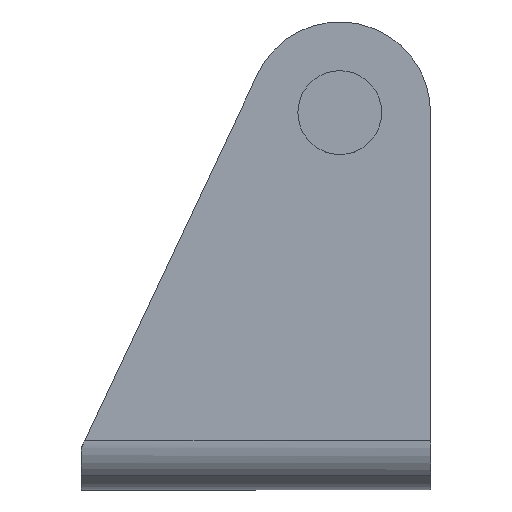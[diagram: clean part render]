
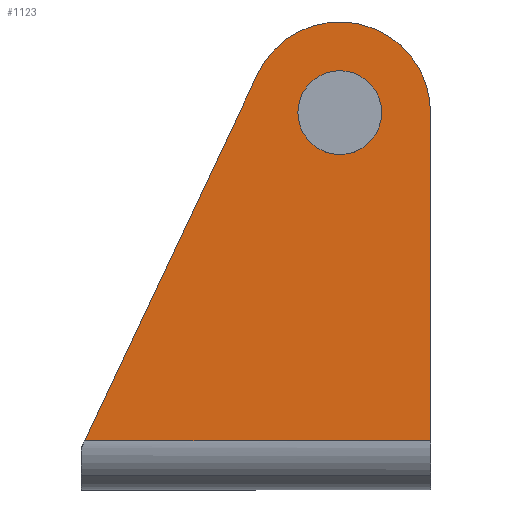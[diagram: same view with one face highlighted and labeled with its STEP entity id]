
A CAD part, top view. The second image highlights one B-rep face of the part: STEP entity #1123.
In plain terms, the highlighted planar face has unit normal (0, 0, 1).
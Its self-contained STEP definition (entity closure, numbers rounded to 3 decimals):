
#133=CARTESIAN_POINT('',(-3.,27.0,9.0));
#134=VERTEX_POINT('',#133);
#143=CARTESIAN_POINT('',(3.,27.0,9.0));
#144=VERTEX_POINT('',#143);
#145=CARTESIAN_POINT('',(0.0,27.0,9.0));
#146=DIRECTION('',(0.0,0.0,-1.0));
#147=DIRECTION('',(-1.0,0.0,0.0));
#148=AXIS2_PLACEMENT_3D('',#145,#146,#147);
#149=CIRCLE('',#148,3.);
#150=EDGE_CURVE('',#144,#134,#149,.T.);
#395=CARTESIAN_POINT('',(6.5,3.5,9.0));
#396=VERTEX_POINT('',#395);
#404=CARTESIAN_POINT('',(-18.264,3.5,9.0));
#405=VERTEX_POINT('',#404);
#406=CARTESIAN_POINT('',(6.5,3.5,9.0));
#407=DIRECTION('',(-1.0,0.0,0.0));
#408=VECTOR('',#407,24.764);
#409=LINE('',#406,#408);
#410=EDGE_CURVE('',#396,#405,#409,.T.);
#669=CARTESIAN_POINT('',(-5.879,29.772,9.0));
#670=VERTEX_POINT('',#669);
#671=CARTESIAN_POINT('',(-18.264,3.5,9.0));
#672=DIRECTION('',(0.426,0.905,0.0));
#673=VECTOR('',#672,29.045);
#674=LINE('',#671,#673);
#675=EDGE_CURVE('',#405,#670,#674,.T.);
#907=CARTESIAN_POINT('',(0.0,27.0,9.0));
#908=DIRECTION('',(0.0,0.0,-1.0));
#909=DIRECTION('',(-1.0,0.0,0.0));
#910=AXIS2_PLACEMENT_3D('',#907,#908,#909);
#911=CIRCLE('',#910,3.);
#912=EDGE_CURVE('',#134,#144,#911,.T.);
#1035=CARTESIAN_POINT('',(6.5,27.0,9.0));
#1036=VERTEX_POINT('',#1035);
#1043=CARTESIAN_POINT('',(6.5,27.0,9.0));
#1044=DIRECTION('',(0.0,-1.0,0.0));
#1045=VECTOR('',#1044,23.5);
#1046=LINE('',#1043,#1045);
#1047=EDGE_CURVE('',#1036,#396,#1046,.T.);
#1063=CARTESIAN_POINT('',(0.0,27.0,9.0));
#1064=DIRECTION('',(0.0,0.0,-1.0));
#1065=DIRECTION('',(1.0,0.0,0.0));
#1066=AXIS2_PLACEMENT_3D('',#1063,#1064,#1065);
#1067=CIRCLE('',#1066,6.5);
#1068=EDGE_CURVE('',#670,#1036,#1067,.T.);
#1108=CARTESIAN_POINT('',(-3.661,13.733,9.0));
#1109=DIRECTION('',(0.0,0.0,1.0));
#1110=DIRECTION('',(1.0,0.0,0.0));
#1111=AXIS2_PLACEMENT_3D('',#1108,#1109,#1110);
#1112=PLANE('',#1111);
#1113=ORIENTED_EDGE('',*,*,#410,.F.);
#1114=ORIENTED_EDGE('',*,*,#1047,.F.);
#1115=ORIENTED_EDGE('',*,*,#1068,.F.);
#1116=ORIENTED_EDGE('',*,*,#675,.F.);
#1117=EDGE_LOOP('',(#1113,#1114,#1115,#1116));
#1118=FACE_OUTER_BOUND('',#1117,.T.);
#1119=ORIENTED_EDGE('',*,*,#150,.T.);
#1120=ORIENTED_EDGE('',*,*,#912,.T.);
#1121=EDGE_LOOP('',(#1119,#1120));
#1122=FACE_BOUND('',#1121,.T.);
#1123=ADVANCED_FACE('',(#1118,#1122),#1112,.T.);
